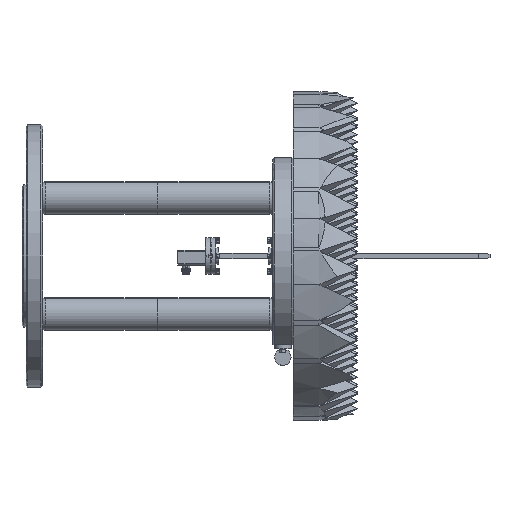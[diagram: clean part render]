
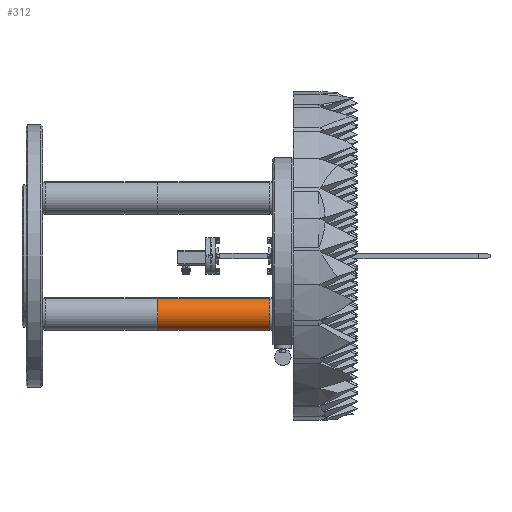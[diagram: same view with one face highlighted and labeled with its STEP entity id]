
A CAD part, left-side view. The second image highlights one B-rep face of the part: STEP entity #312.
In plain terms, the highlighted cylindrical face has radius 12.7 mm (diameter 25.4 mm), a partial arc.
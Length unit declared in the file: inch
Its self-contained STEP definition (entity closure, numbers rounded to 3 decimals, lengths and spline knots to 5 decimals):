
#312 = ADVANCED_FACE ( 'NONE', ( #35747 ), #31344, .T. ) ;
#1911 = CARTESIAN_POINT ( 'NONE',  ( -1.76777, -3.51, -1.76777 ) ) ;
#2486 = DIRECTION ( 'NONE',  ( 0., 1., 0. ) ) ;
#4397 = EDGE_CURVE ( 'NONE', #25822, #10562, #23351, .T. ) ;
#5460 = AXIS2_PLACEMENT_3D ( 'NONE', #29360, #6627, #42580 ) ;
#6627 = DIRECTION ( 'NONE',  ( 0., -1., 0. ) ) ;
#8913 = DIRECTION ( 'NONE',  ( 0., 1., 0. ) ) ;
#10358 = AXIS2_PLACEMENT_3D ( 'NONE', #1911, #2486, #15764 ) ;
#10562 = VERTEX_POINT ( 'NONE', #12819 ) ;
#11109 = ORIENTED_EDGE ( 'NONE', *, *, #14166, .T. ) ;
#12819 = CARTESIAN_POINT ( 'NONE',  ( -1.62465, -6.91, -2.24685 ) ) ;
#13195 = CIRCLE ( 'NONE', #10358, 0.5 ) ;
#13624 = CARTESIAN_POINT ( 'NONE',  ( -1.76777, -6.28594, -1.76777 ) ) ;
#14166 = EDGE_CURVE ( 'NONE', #25822, #18305, #41595, .T. ) ;
#15510 = DIRECTION ( 'NONE',  ( 0., -1., 0. ) ) ;
#15764 = DIRECTION ( 'NONE',  ( 0.286, 0., -0.958 ) ) ;
#18305 = VERTEX_POINT ( 'NONE', #51850 ) ;
#19630 = EDGE_CURVE ( 'NONE', #55693, #18305, #13195, .T. ) ;
#23351 = CIRCLE ( 'NONE', #5460, 0.5 ) ;
#24917 = LINE ( 'NONE', #43773, #48755 ) ;
#25822 = VERTEX_POINT ( 'NONE', #53843 ) ;
#27481 = DIRECTION ( 'NONE',  ( 0.286, 0., -0.958 ) ) ;
#28140 = ORIENTED_EDGE ( 'NONE', *, *, #19630, .F. ) ;
#28454 = ORIENTED_EDGE ( 'NONE', *, *, #52719, .T. ) ;
#29360 = CARTESIAN_POINT ( 'NONE',  ( -1.76777, -6.91, -1.76777 ) ) ;
#31344 = CYLINDRICAL_SURFACE ( 'NONE', #57214, 0.5 ) ;
#35747 = FACE_OUTER_BOUND ( 'NONE', #55649, .T. ) ;
#41595 = LINE ( 'NONE', #44848, #47561 ) ;
#42580 = DIRECTION ( 'NONE',  ( -0.286, 0., 0.958 ) ) ;
#43773 = CARTESIAN_POINT ( 'NONE',  ( -1.62465, -3.51, -2.24685 ) ) ;
#44848 = CARTESIAN_POINT ( 'NONE',  ( -1.91088, -6.91, -1.28869 ) ) ;
#47561 = VECTOR ( 'NONE', #8913, 39.37008 ) ;
#48755 = VECTOR ( 'NONE', #15510, 39.37008 ) ;
#49281 = DIRECTION ( 'NONE',  ( 0., -1., 0. ) ) ;
#50310 = ORIENTED_EDGE ( 'NONE', *, *, #4397, .F. ) ;
#51850 = CARTESIAN_POINT ( 'NONE',  ( -1.91088, -3.51, -1.28869 ) ) ;
#52715 = CARTESIAN_POINT ( 'NONE',  ( -1.62465, -3.51, -2.24685 ) ) ;
#52719 = EDGE_CURVE ( 'NONE', #55693, #10562, #24917, .T. ) ;
#53843 = CARTESIAN_POINT ( 'NONE',  ( -1.91088, -6.91, -1.28869 ) ) ;
#55649 = EDGE_LOOP ( 'NONE', ( #28140, #28454, #50310, #11109 ) ) ;
#55693 = VERTEX_POINT ( 'NONE', #52715 ) ;
#57214 = AXIS2_PLACEMENT_3D ( 'NONE', #13624, #49281, #27481 ) ;
